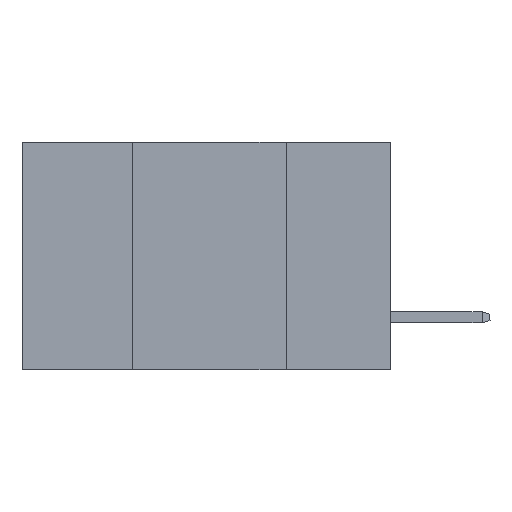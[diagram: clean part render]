
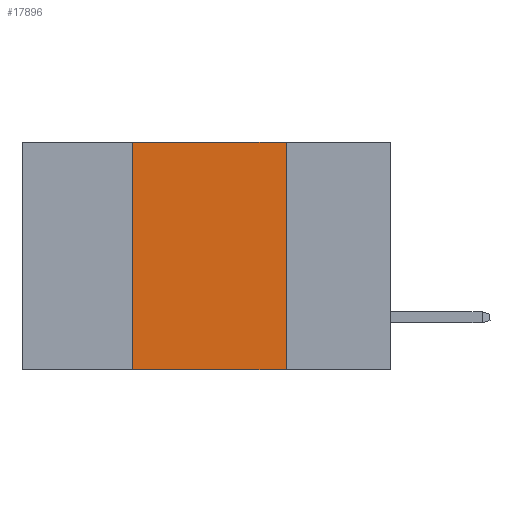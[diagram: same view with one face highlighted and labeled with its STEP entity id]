
A CAD part, left-side view. The second image highlights one B-rep face of the part: STEP entity #17896.
In plain terms, the highlighted planar face has unit normal (-1, 0, 0).
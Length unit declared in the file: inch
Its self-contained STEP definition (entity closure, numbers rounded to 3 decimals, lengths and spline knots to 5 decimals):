
#304 = VECTOR ( 'NONE', #15149, 39.37008 ) ;
#564 = PLANE ( 'NONE',  #10037 ) ;
#2049 = DIRECTION ( 'NONE',  ( 0., 0., -1. ) ) ;
#2406 = CARTESIAN_POINT ( 'NONE',  ( 0., 0.17, -0.37 ) ) ;
#2891 = DIRECTION ( 'NONE',  ( 0., 0., -1. ) ) ;
#3508 = CARTESIAN_POINT ( 'NONE',  ( 0., 0.6, -0.37 ) ) ;
#4144 = ORIENTED_EDGE ( 'NONE', *, *, #19485, .F. ) ;
#4391 = LINE ( 'NONE', #12894, #16096 ) ;
#4588 = EDGE_CURVE ( 'NONE', #27239, #18211, #4391, .T. ) ;
#5748 = EDGE_LOOP ( 'NONE', ( #4144, #28200, #18772, #17673 ) ) ;
#7315 = VERTEX_POINT ( 'NONE', #2406 ) ;
#10037 = AXIS2_PLACEMENT_3D ( 'NONE', #27777, #18947, #2891 ) ;
#10478 = DIRECTION ( 'NONE',  ( 0., 0., 1. ) ) ;
#10796 = DIRECTION ( 'NONE',  ( 0., -1., 0. ) ) ;
#11257 = VECTOR ( 'NONE', #10796, 39.37008 ) ;
#12716 = LINE ( 'NONE', #3508, #304 ) ;
#12894 = CARTESIAN_POINT ( 'NONE',  ( 0., 0.42, 0. ) ) ;
#14132 = CARTESIAN_POINT ( 'NONE',  ( 0., 0.17, 0. ) ) ;
#15149 = DIRECTION ( 'NONE',  ( 0., -1., 0. ) ) ;
#16096 = VECTOR ( 'NONE', #10478, 39.37008 ) ;
#16155 = CARTESIAN_POINT ( 'NONE',  ( 0., 0.42, 0. ) ) ;
#16174 = EDGE_CURVE ( 'NONE', #18211, #27735, #28318, .T. ) ;
#17673 = ORIENTED_EDGE ( 'NONE', *, *, #25540, .T. ) ;
#17896 = ADVANCED_FACE ( 'NONE', ( #21737 ), #564, .F. ) ;
#18211 = VERTEX_POINT ( 'NONE', #16155 ) ;
#18772 = ORIENTED_EDGE ( 'NONE', *, *, #4588, .F. ) ;
#18947 = DIRECTION ( 'NONE',  ( 1., 0., 0. ) ) ;
#19485 = EDGE_CURVE ( 'NONE', #27735, #7315, #19613, .T. ) ;
#19613 = LINE ( 'NONE', #26996, #23396 ) ;
#21737 = FACE_OUTER_BOUND ( 'NONE', #5748, .T. ) ;
#23306 = CARTESIAN_POINT ( 'NONE',  ( 0., 0.42, -0.37 ) ) ;
#23396 = VECTOR ( 'NONE', #2049, 39.37008 ) ;
#24232 = CARTESIAN_POINT ( 'NONE',  ( 0., 0.6, 0. ) ) ;
#25540 = EDGE_CURVE ( 'NONE', #27239, #7315, #12716, .T. ) ;
#26996 = CARTESIAN_POINT ( 'NONE',  ( 0., 0.17, 0. ) ) ;
#27239 = VERTEX_POINT ( 'NONE', #23306 ) ;
#27735 = VERTEX_POINT ( 'NONE', #14132 ) ;
#27777 = CARTESIAN_POINT ( 'NONE',  ( 0., 0.6, 0. ) ) ;
#28200 = ORIENTED_EDGE ( 'NONE', *, *, #16174, .F. ) ;
#28318 = LINE ( 'NONE', #24232, #11257 ) ;
